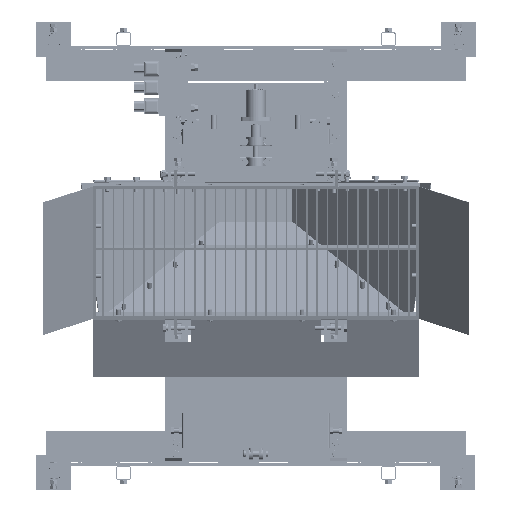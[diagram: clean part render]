
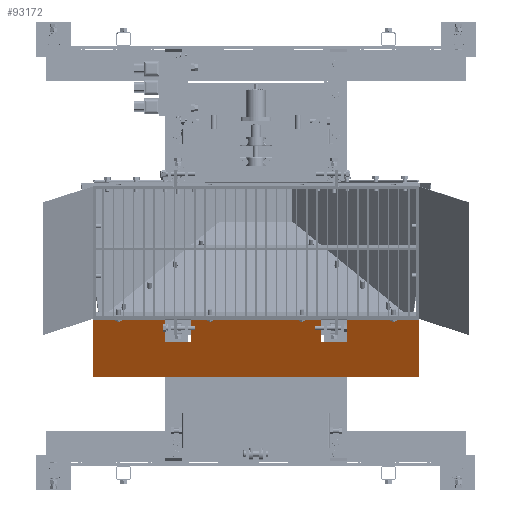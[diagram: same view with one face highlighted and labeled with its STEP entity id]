
A CAD part, top view. The second image highlights one B-rep face of the part: STEP entity #93172.
In plain terms, the highlighted planar face has unit normal (0, -0.481, 0.876).
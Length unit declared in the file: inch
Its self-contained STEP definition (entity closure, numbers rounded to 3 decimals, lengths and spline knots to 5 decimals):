
#35876=VERTEX_POINT('',#150142);
#35877=VERTEX_POINT('',#150143);
#35892=VERTEX_POINT('',#150174);
#35899=VERTEX_POINT('',#150193);
#35901=VERTEX_POINT('',#150197);
#35902=VERTEX_POINT('',#150198);
#35911=VERTEX_POINT('',#150226);
#35915=VERTEX_POINT('',#150235);
#35916=VERTEX_POINT('',#150239);
#35921=VERTEX_POINT('',#150253);
#35922=VERTEX_POINT('',#150255);
#35923=VERTEX_POINT('',#150260);
#42864=VECTOR('',#116144,1.);
#42878=VECTOR('',#116162,1.);
#42883=VECTOR('',#116181,1.);
#42885=VECTOR('',#116188,1.);
#42900=VECTOR('',#116211,1.);
#42901=VECTOR('',#116213,1.);
#42906=VECTOR('',#116219,1.);
#42908=VECTOR('',#116224,1.);
#42910=VECTOR('',#116227,1.);
#42911=VECTOR('',#116228,1.);
#49864=LINE('',#150141,#42864);
#49878=LINE('',#150175,#42878);
#49883=LINE('',#150194,#42883);
#49885=LINE('',#150204,#42885);
#49900=LINE('',#150236,#42900);
#49901=LINE('',#150238,#42901);
#49906=LINE('',#150249,#42906);
#49908=LINE('',#150254,#42908);
#49910=LINE('',#150258,#42910);
#49911=LINE('',#150259,#42911);
#59822=EDGE_CURVE('',#35876,#35877,#49864,.T.);
#59839=EDGE_CURVE('',#35877,#35892,#49878,.T.);
#59850=EDGE_CURVE('',#35899,#35892,#49883,.T.);
#59852=EDGE_CURVE('',#35901,#35902,#49883,.T.);
#59856=EDGE_CURVE('',#35901,#35876,#49885,.T.);
#59875=EDGE_CURVE('',#35911,#35915,#49900,.T.);
#59876=EDGE_CURVE('',#35915,#35916,#49901,.T.);
#59885=EDGE_CURVE('',#35916,#35902,#49906,.T.);
#59888=EDGE_CURVE('',#35921,#35922,#49908,.T.);
#59890=EDGE_CURVE('',#35922,#35899,#49910,.T.);
#59891=EDGE_CURVE('',#35923,#35921,#49911,.T.);
#59892=EDGE_CURVE('',#35911,#35923,#49883,.T.);
#79766=ORIENTED_EDGE('',*,*,#59839,.T.);
#79767=ORIENTED_EDGE('',*,*,#59850,.F.);
#79768=ORIENTED_EDGE('',*,*,#59890,.F.);
#79769=ORIENTED_EDGE('',*,*,#59888,.F.);
#79770=ORIENTED_EDGE('',*,*,#59891,.F.);
#79771=ORIENTED_EDGE('',*,*,#59892,.F.);
#79772=ORIENTED_EDGE('',*,*,#59875,.T.);
#79773=ORIENTED_EDGE('',*,*,#59876,.T.);
#79774=ORIENTED_EDGE('',*,*,#59885,.T.);
#79775=ORIENTED_EDGE('',*,*,#59852,.F.);
#79776=ORIENTED_EDGE('',*,*,#59856,.T.);
#79777=ORIENTED_EDGE('',*,*,#59822,.T.);
#84614=EDGE_LOOP('',(#79766,#79767,#79768,#79769,#79770,#79771,#79772,#79773,
#79774,#79775,#79776,#79777));
#89286=FACE_BOUND('',#84614,.T.);
#93172=ADVANCED_FACE('',(#89286),#152997,.T.);
#99338=AXIS2_PLACEMENT_3D('',#150257,#116226,$);
#116144=DIRECTION('',(-1.,0.,0.));
#116162=DIRECTION('',(0.,0.876,0.481));
#116181=DIRECTION('',(1.,0.,0.));
#116188=DIRECTION('',(0.,-0.876,-0.481));
#116211=DIRECTION('',(0.,-0.876,-0.481));
#116213=DIRECTION('',(-1.,0.,0.));
#116219=DIRECTION('',(0.,0.876,0.481));
#116224=DIRECTION('',(-1.,0.,0.));
#116226=DIRECTION('',(0.,-0.481,0.876));
#116227=DIRECTION('',(0.,0.876,0.481));
#116228=DIRECTION('',(0.,-0.876,-0.481));
#150141=CARTESIAN_POINT('',(-17.00212,-61.28178,163.78114));
#150142=CARTESIAN_POINT('',(-28.28925,-61.28178,163.78114));
#150143=CARTESIAN_POINT('',(-39.71925,-61.28178,163.78114));
#150174=CARTESIAN_POINT('',(-39.71925,-49.85513,170.0577));
#150175=CARTESIAN_POINT('',(-39.71925,-59.32106,164.85815));
#150193=CARTESIAN_POINT('',(-71.12,-49.85513,170.0577));
#150194=CARTESIAN_POINT('',(0.,-49.85513,170.0577));
#150197=CARTESIAN_POINT('',(-28.28925,-49.85513,170.0577));
#150198=CARTESIAN_POINT('',(28.28925,-49.85513,170.0577));
#150204=CARTESIAN_POINT('',(-28.28925,-59.32106,164.85815));
#150226=CARTESIAN_POINT('',(39.71925,-49.85513,170.0577));
#150235=CARTESIAN_POINT('',(39.71925,-61.28178,163.78114));
#150236=CARTESIAN_POINT('',(39.71925,-59.32106,164.85815));
#150238=CARTESIAN_POINT('',(17.00213,-61.28178,163.78114));
#150239=CARTESIAN_POINT('',(28.28925,-61.28178,163.78114));
#150249=CARTESIAN_POINT('',(28.28925,-59.32106,164.85815));
#150253=CARTESIAN_POINT('',(71.12,-76.45343,155.44749));
#150254=CARTESIAN_POINT('',(71.12,-76.45343,155.44749));
#150255=CARTESIAN_POINT('',(-71.12,-76.45343,155.44749));
#150257=CARTESIAN_POINT('',(0.,-63.07366,162.79688));
#150258=CARTESIAN_POINT('',(-71.12,-76.45343,155.44749));
#150259=CARTESIAN_POINT('',(71.12,-49.69388,170.14627));
#150260=CARTESIAN_POINT('',(71.12,-49.85513,170.0577));
#152997=PLANE('',#99338);
